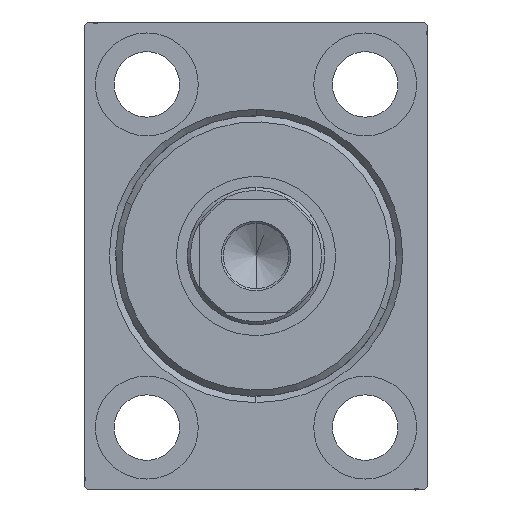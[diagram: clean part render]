
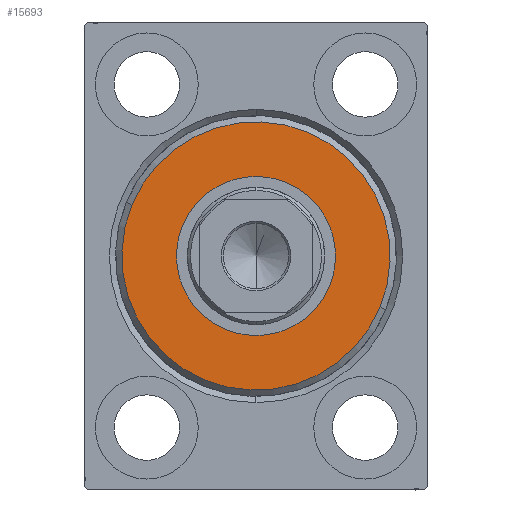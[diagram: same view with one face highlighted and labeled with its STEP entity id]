
A CAD part, left-side view. The second image highlights one B-rep face of the part: STEP entity #15693.
In plain terms, the highlighted face is planar.
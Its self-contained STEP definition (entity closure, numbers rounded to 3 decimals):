
#146 = DIRECTION ( 'NONE',  ( -1., 0., 0. ) ) ;
#714 = DIRECTION ( 'NONE',  ( 1., 0., 0. ) ) ;
#3032 = EDGE_CURVE ( 'NONE', #3397, #12973, #11948, .T. ) ;
#3397 = VERTEX_POINT ( 'NONE', #16367 ) ;
#3962 = DIRECTION ( 'NONE',  ( 0., 0., -1. ) ) ;
#4089 = PLANE ( 'NONE',  #31782 ) ;
#4494 = ORIENTED_EDGE ( 'NONE', *, *, #11377, .T. ) ;
#5005 = EDGE_LOOP ( 'NONE', ( #4494, #12368 ) ) ;
#5140 = EDGE_CURVE ( 'NONE', #30002, #5246, #42307, .T. ) ;
#5246 = VERTEX_POINT ( 'NONE', #21733 ) ;
#6996 = AXIS2_PLACEMENT_3D ( 'NONE', #12747, #12965, #29893 ) ;
#7032 = DIRECTION ( 'NONE',  ( 0., 0., -1. ) ) ;
#11377 = EDGE_CURVE ( 'NONE', #12973, #3397, #30938, .T. ) ;
#11948 = CIRCLE ( 'NONE', #37925, 12.75 ) ;
#12167 = EDGE_LOOP ( 'NONE', ( #26869, #23207 ) ) ;
#12368 = ORIENTED_EDGE ( 'NONE', *, *, #3032, .T. ) ;
#12747 = CARTESIAN_POINT ( 'NONE',  ( 3., 0., 0. ) ) ;
#12965 = DIRECTION ( 'NONE',  ( 1., 0., 0. ) ) ;
#12973 = VERTEX_POINT ( 'NONE', #23118 ) ;
#13043 = DIRECTION ( 'NONE',  ( -1., 0., 0. ) ) ;
#14492 = AXIS2_PLACEMENT_3D ( 'NONE', #44613, #30855, #20004 ) ;
#15693 = ADVANCED_FACE ( 'NONE', ( #24177, #37944 ), #4089, .T. ) ;
#15718 = CARTESIAN_POINT ( 'NONE',  ( 3., 0., 21.5 ) ) ;
#16367 = CARTESIAN_POINT ( 'NONE',  ( 3., 0., -12.75 ) ) ;
#20004 = DIRECTION ( 'NONE',  ( 0., 0., -1. ) ) ;
#21419 = EDGE_CURVE ( 'NONE', #5246, #30002, #28898, .T. ) ;
#21733 = CARTESIAN_POINT ( 'NONE',  ( 3., 0., -21.5 ) ) ;
#23118 = CARTESIAN_POINT ( 'NONE',  ( 3., 0., 12.75 ) ) ;
#23207 = ORIENTED_EDGE ( 'NONE', *, *, #21419, .T. ) ;
#23732 = CARTESIAN_POINT ( 'NONE',  ( 3., 0., 0. ) ) ;
#24177 = FACE_OUTER_BOUND ( 'NONE', #12167, .T. ) ;
#26869 = ORIENTED_EDGE ( 'NONE', *, *, #5140, .T. ) ;
#28898 = CIRCLE ( 'NONE', #14492, 21.5 ) ;
#29893 = DIRECTION ( 'NONE',  ( 0., 0., -1. ) ) ;
#30002 = VERTEX_POINT ( 'NONE', #15718 ) ;
#30219 = AXIS2_PLACEMENT_3D ( 'NONE', #44593, #146, #3962 ) ;
#30855 = DIRECTION ( 'NONE',  ( 1., 0., 0. ) ) ;
#30938 = CIRCLE ( 'NONE', #30219, 12.75 ) ;
#31782 = AXIS2_PLACEMENT_3D ( 'NONE', #23732, #714, #7032 ) ;
#37182 = CARTESIAN_POINT ( 'NONE',  ( 3., 0., 0. ) ) ;
#37925 = AXIS2_PLACEMENT_3D ( 'NONE', #37182, #13043, #40343 ) ;
#37944 = FACE_BOUND ( 'NONE', #5005, .T. ) ;
#40343 = DIRECTION ( 'NONE',  ( 0., 0., -1. ) ) ;
#42307 = CIRCLE ( 'NONE', #6996, 21.5 ) ;
#44593 = CARTESIAN_POINT ( 'NONE',  ( 3., 0., 0. ) ) ;
#44613 = CARTESIAN_POINT ( 'NONE',  ( 3., 0., 0. ) ) ;
